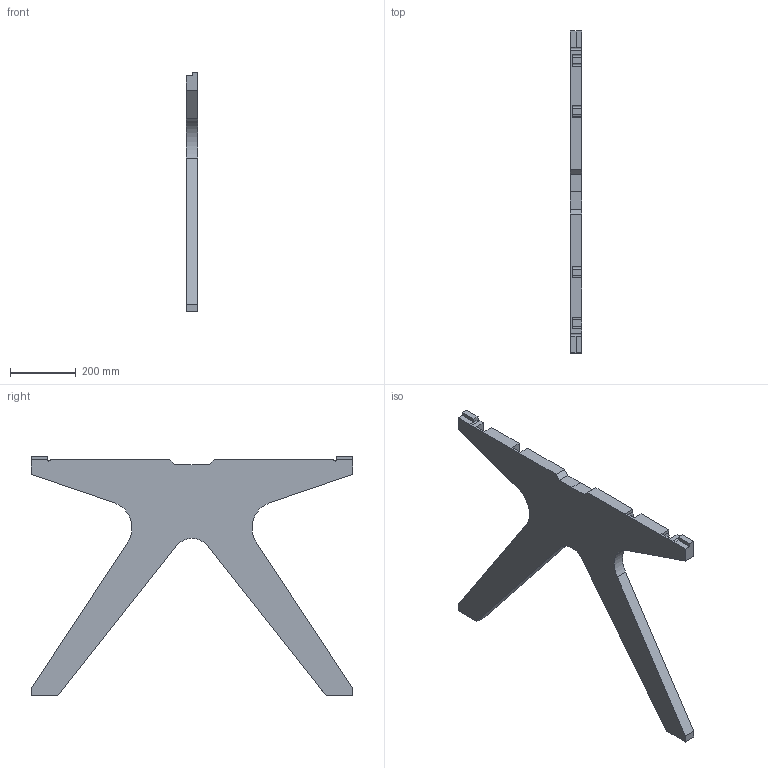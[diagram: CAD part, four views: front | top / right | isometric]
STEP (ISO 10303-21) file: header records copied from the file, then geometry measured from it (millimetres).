
FILE_DESCRIPTION(('CATIA V5 STEP Exchange'),'2;1');
FILE_NAME('TeamDesk_1.6_Pied18.stp','2018-11-01T13:51:18+00:00',('none'),('none'),'CATIA Version 5 Release 20 GA (IN-10)','CATIA V5 STEP AP203','none');
FILE_SCHEMA(('CONFIG_CONTROL_DESIGN'));
Length unit declared in the file: millimetre
Products named in the file (1): TeamDesk_1.6_Pied18
Bounding box: 36 x 980 x 731 mm (x, y, z)
Volume: 9314994.9 mm3; surface area: 767351.8 mm2
Topology: 1 solids, 1 shells, 101 faces, 292 edges, 194 vertices
Faces by surface type: plane 71, cylinder 30
Entity records: 3191 total; most frequent: ORIENTED_EDGE 584, CARTESIAN_POINT 567, DIRECTION 452, EDGE_CURVE 292, VECTOR 230, LINE 230, VERTEX_POINT 194, AXIS2_PLACEMENT_3D 143
